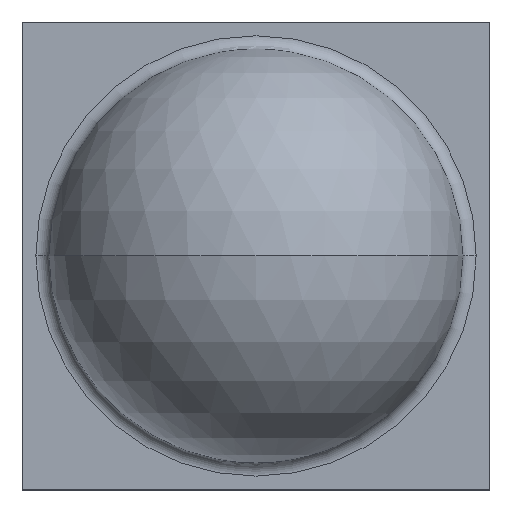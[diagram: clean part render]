
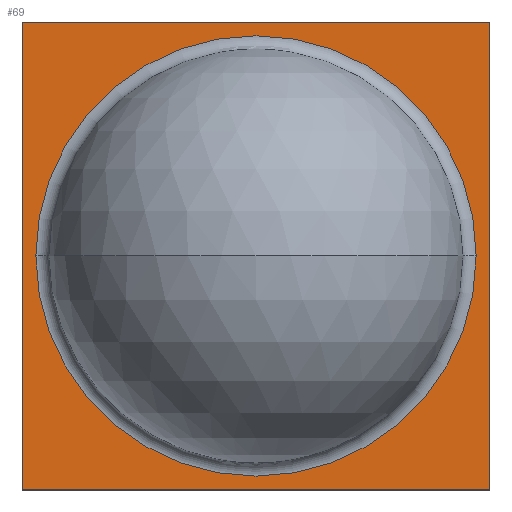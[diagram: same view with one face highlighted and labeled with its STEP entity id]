
A CAD part, top view. The second image highlights one B-rep face of the part: STEP entity #69.
In plain terms, the highlighted planar face has unit normal (0, 0, 1).
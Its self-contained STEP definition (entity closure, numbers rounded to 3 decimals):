
#3 = AXIS2_PLACEMENT_3D ( 'NONE', #375, #1080, #408 ) ;
#45 = CARTESIAN_POINT ( 'NONE',  ( 0., 0., 0.52 ) ) ;
#55 = EDGE_CURVE ( 'NONE', #384, #794, #368, .T. ) ;
#58 = FACE_OUTER_BOUND ( 'NONE', #1038, .T. ) ;
#59 = EDGE_CURVE ( 'NONE', #412, #687, #621, .T. ) ;
#68 = CARTESIAN_POINT ( 'NONE',  ( 0., 0., 0.52 ) ) ;
#69 = ADVANCED_FACE ( 'NONE', ( #815, #58 ), #714, .T. ) ;
#76 = VECTOR ( 'NONE', #551, 1000. ) ;
#95 = VECTOR ( 'NONE', #1078, 1000. ) ;
#128 = ORIENTED_EDGE ( 'NONE', *, *, #602, .T. ) ;
#151 = ORIENTED_EDGE ( 'NONE', *, *, #666, .T. ) ;
#168 = VECTOR ( 'NONE', #553, 1000. ) ;
#196 = LINE ( 'NONE', #954, #274 ) ;
#232 = DIRECTION ( 'NONE',  ( 1., 0., 0. ) ) ;
#245 = ORIENTED_EDGE ( 'NONE', *, *, #59, .T. ) ;
#274 = VECTOR ( 'NONE', #531, 1000. ) ;
#300 = CARTESIAN_POINT ( 'NONE',  ( -1.75, 1.75, 0.52 ) ) ;
#368 = LINE ( 'NONE', #807, #76 ) ;
#375 = CARTESIAN_POINT ( 'NONE',  ( 0., 0., 0.52 ) ) ;
#384 = VERTEX_POINT ( 'NONE', #981 ) ;
#385 = ORIENTED_EDGE ( 'NONE', *, *, #618, .T. ) ;
#394 = DIRECTION ( 'NONE',  ( 1., 0., 0. ) ) ;
#397 = ORIENTED_EDGE ( 'NONE', *, *, #1008, .T. ) ;
#407 = DIRECTION ( 'NONE',  ( 0., 0., -1. ) ) ;
#408 = DIRECTION ( 'NONE',  ( 1., 0., 0. ) ) ;
#411 = AXIS2_PLACEMENT_3D ( 'NONE', #68, #407, #232 ) ;
#412 = VERTEX_POINT ( 'NONE', #1050 ) ;
#443 = ORIENTED_EDGE ( 'NONE', *, *, #55, .T. ) ;
#457 = AXIS2_PLACEMENT_3D ( 'NONE', #45, #735, #394 ) ;
#482 = LINE ( 'NONE', #300, #95 ) ;
#531 = DIRECTION ( 'NONE',  ( -1., 0., 0. ) ) ;
#551 = DIRECTION ( 'NONE',  ( 0., 1., 0. ) ) ;
#553 = DIRECTION ( 'NONE',  ( 1., 0., 0. ) ) ;
#602 = EDGE_CURVE ( 'NONE', #1061, #384, #961, .T. ) ;
#618 = EDGE_CURVE ( 'NONE', #682, #1061, #482, .T. ) ;
#621 = CIRCLE ( 'NONE', #457, 1.647 ) ;
#634 = CARTESIAN_POINT ( 'NONE',  ( -1.75, -1.75, 0.52 ) ) ;
#666 = EDGE_CURVE ( 'NONE', #687, #412, #826, .T. ) ;
#682 = VERTEX_POINT ( 'NONE', #751 ) ;
#687 = VERTEX_POINT ( 'NONE', #843 ) ;
#714 = PLANE ( 'NONE',  #3 ) ;
#735 = DIRECTION ( 'NONE',  ( 0., 0., -1. ) ) ;
#751 = CARTESIAN_POINT ( 'NONE',  ( -1.75, 1.75, 0.52 ) ) ;
#781 = CARTESIAN_POINT ( 'NONE',  ( -1.75, -1.75, 0.52 ) ) ;
#794 = VERTEX_POINT ( 'NONE', #1019 ) ;
#807 = CARTESIAN_POINT ( 'NONE',  ( 1.75, -1.75, 0.52 ) ) ;
#815 = FACE_BOUND ( 'NONE', #872, .T. ) ;
#826 = CIRCLE ( 'NONE', #411, 1.647 ) ;
#843 = CARTESIAN_POINT ( 'NONE',  ( 1.647, 0., 0.52 ) ) ;
#872 = EDGE_LOOP ( 'NONE', ( #151, #245 ) ) ;
#954 = CARTESIAN_POINT ( 'NONE',  ( 1.75, 1.75, 0.52 ) ) ;
#961 = LINE ( 'NONE', #634, #168 ) ;
#981 = CARTESIAN_POINT ( 'NONE',  ( 1.75, -1.75, 0.52 ) ) ;
#1008 = EDGE_CURVE ( 'NONE', #794, #682, #196, .T. ) ;
#1019 = CARTESIAN_POINT ( 'NONE',  ( 1.75, 1.75, 0.52 ) ) ;
#1038 = EDGE_LOOP ( 'NONE', ( #397, #385, #128, #443 ) ) ;
#1050 = CARTESIAN_POINT ( 'NONE',  ( -1.647, 0., 0.52 ) ) ;
#1061 = VERTEX_POINT ( 'NONE', #781 ) ;
#1078 = DIRECTION ( 'NONE',  ( 0., -1., 0. ) ) ;
#1080 = DIRECTION ( 'NONE',  ( 0., 0., 1. ) ) ;
